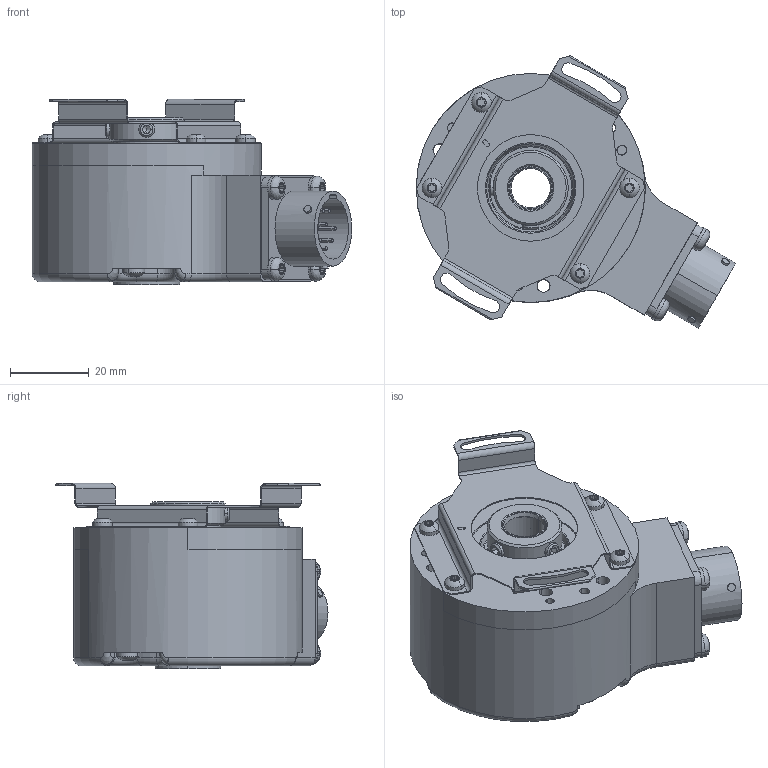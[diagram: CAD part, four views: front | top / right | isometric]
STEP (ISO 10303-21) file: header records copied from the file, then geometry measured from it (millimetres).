
FILE_DESCRIPTION((''),'2;1');
FILE_NAME('679648','2010-10-18T',('se2802'),(''),'PRO/ENGINEER BY PARAMETRIC TECHNOLOGY CORPORATION, 2010180','PRO/ENGINEER BY PARAMETRIC TECHNOLOGY CORPORATION, 2010180','');
FILE_SCHEMA(('CONFIG_CONTROL_DESIGN'));
Length unit declared in the file: millimetre
Products named in the file (1): 679648
Bounding box: 80.95 x 68.92 x 46.9 mm (x, y, z)
Volume: 102098.4 mm3; surface area: 23134.5 mm2
Topology: 1 solids, 3 shells, 660 faces, 1678 edges, 1051 vertices
Faces by surface type: cylinder 323, plane 198, cone 58, torus 47, sphere 20, bspline 14
Entity records: 22311 total; most frequent: CARTESIAN_POINT 5763, DIRECTION 3807, ORIENTED_EDGE 3328, EDGE_CURVE 1664, AXIS2_PLACEMENT_3D 1581, VERTEX_POINT 1051, CIRCLE 935, EDGE_LOOP 723
